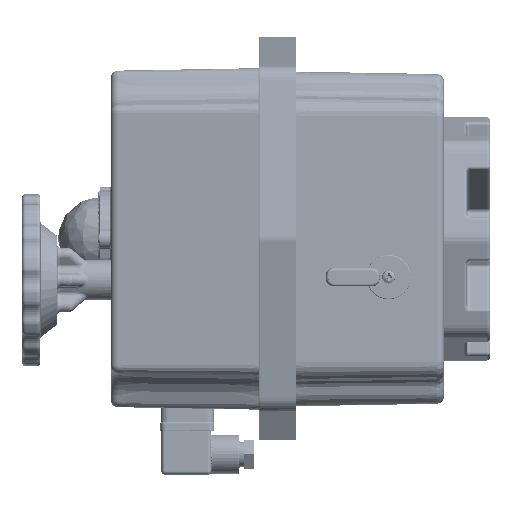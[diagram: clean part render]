
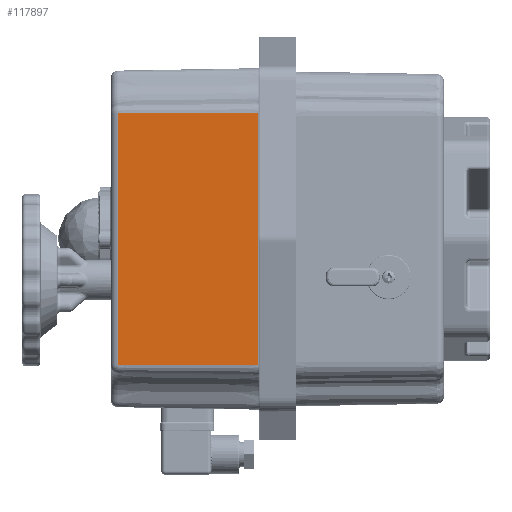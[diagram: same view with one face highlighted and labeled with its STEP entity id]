
A CAD part, left-side view. The second image highlights one B-rep face of the part: STEP entity #117897.
In plain terms, the highlighted planar face has unit normal (-1, 0.018, 0).
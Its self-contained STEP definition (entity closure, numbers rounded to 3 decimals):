
#500 = DIRECTION ( 'NONE',  ( -0.017, -1., 0. ) ) ;
#2895 = CARTESIAN_POINT ( 'NONE',  ( -92.492, 100.491, 68.231 ) ) ;
#3093 = DIRECTION ( 'NONE',  ( 0., 0., 1. ) ) ;
#19795 = AXIS2_PLACEMENT_3D ( 'NONE', #32747, #71226, #30964 ) ;
#23719 = ORIENTED_EDGE ( 'NONE', *, *, #171601, .T. ) ;
#24289 = ORIENTED_EDGE ( 'NONE', *, *, #92646, .T. ) ;
#25165 = LINE ( 'NONE', #136564, #147112 ) ;
#28548 = DIRECTION ( 'NONE',  ( -0.017, -1., 0. ) ) ;
#30964 = DIRECTION ( 'NONE',  ( -0.017, -1., 0. ) ) ;
#32747 = CARTESIAN_POINT ( 'NONE',  ( -92.501, 100., 68.231 ) ) ;
#56074 = VECTOR ( 'NONE', #500, 1000. ) ;
#59923 = VECTOR ( 'NONE', #3093, 1000. ) ;
#65190 = ORIENTED_EDGE ( 'NONE', *, *, #120412, .F. ) ;
#71226 = DIRECTION ( 'NONE',  ( -1., 0.017, 0. ) ) ;
#71731 = CARTESIAN_POINT ( 'NONE',  ( -92.501, 100., 68.231 ) ) ;
#79629 = DIRECTION ( 'NONE',  ( 0., 0., -1. ) ) ;
#80392 = EDGE_LOOP ( 'NONE', ( #176550, #23719, #65190, #24289 ) ) ;
#87647 = VERTEX_POINT ( 'NONE', #134236 ) ;
#92646 = EDGE_CURVE ( 'NONE', #87647, #155336, #146285, .T. ) ;
#96339 = VERTEX_POINT ( 'NONE', #2895 ) ;
#100334 = PLANE ( 'NONE',  #19795 ) ;
#101549 = CARTESIAN_POINT ( 'NONE',  ( -92.492, 100.491, 68.231 ) ) ;
#103679 = CARTESIAN_POINT ( 'NONE',  ( -91.164, 176.57, -68.23 ) ) ;
#106923 = CARTESIAN_POINT ( 'NONE',  ( -91.164, 176.57, -68.23 ) ) ;
#117897 = ADVANCED_FACE ( 'NONE', ( #155105 ), #100334, .T. ) ;
#120412 = EDGE_CURVE ( 'NONE', #87647, #96339, #166696, .T. ) ;
#124584 = VECTOR ( 'NONE', #79629, 1000. ) ;
#134236 = CARTESIAN_POINT ( 'NONE',  ( -91.164, 176.57, 68.231 ) ) ;
#136564 = CARTESIAN_POINT ( 'NONE',  ( -92.501, 100., -68.23 ) ) ;
#144474 = LINE ( 'NONE', #101549, #59923 ) ;
#146285 = LINE ( 'NONE', #106923, #124584 ) ;
#147112 = VECTOR ( 'NONE', #28548, 1000. ) ;
#155105 = FACE_OUTER_BOUND ( 'NONE', #80392, .T. ) ;
#155336 = VERTEX_POINT ( 'NONE', #103679 ) ;
#163504 = EDGE_CURVE ( 'NONE', #155336, #178362, #25165, .T. ) ;
#166696 = LINE ( 'NONE', #71731, #56074 ) ;
#171601 = EDGE_CURVE ( 'NONE', #178362, #96339, #144474, .T. ) ;
#176550 = ORIENTED_EDGE ( 'NONE', *, *, #163504, .T. ) ;
#178362 = VERTEX_POINT ( 'NONE', #178394 ) ;
#178394 = CARTESIAN_POINT ( 'NONE',  ( -92.492, 100.491, -68.23 ) ) ;
